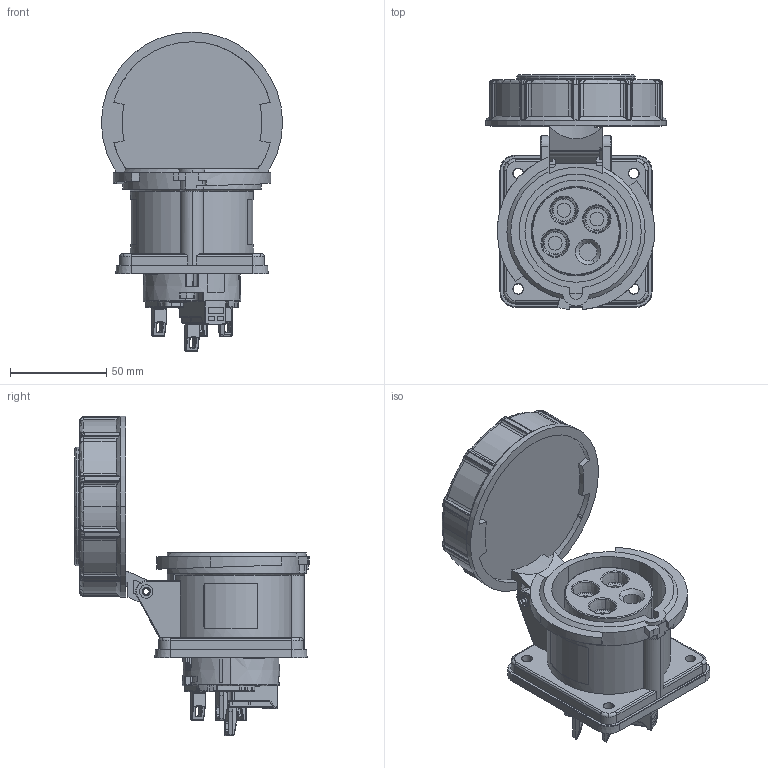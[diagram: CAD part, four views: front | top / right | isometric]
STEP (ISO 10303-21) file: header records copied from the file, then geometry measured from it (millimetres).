
FILE_DESCRIPTION (( 'STEP AP203' ), '1' );
FILE_NAME ('BRY430R5W.step', '2022-08-17T19:51:23', ( '' ), ( '' ), 'SwSTEP 2.0', 'SolidWorks 2021', '' );
FILE_SCHEMA (( 'CONFIG_CONTROL_DESIGN' ));
Products named in the file (1): BRY430R5W
Bounding box: 94 x 121.95 x 166 mm (x, y, z)
Volume: 346160.2 mm3; surface area: 83033.7 mm2
Topology: 2 solids, 9 shells, 2055 faces, 5359 edges, 3318 vertices
Faces by surface type: cylinder 800, plane 578, bspline 325, torus 153, cone 141, sphere 58
Entity records: 74039 total; most frequent: CARTESIAN_POINT 27366, ORIENTED_EDGE 10598, DIRECTION 8594, EDGE_CURVE 5299, VERTEX_POINT 3318, AXIS2_PLACEMENT_3D 3202, VECTOR 2190, LINE 2190
